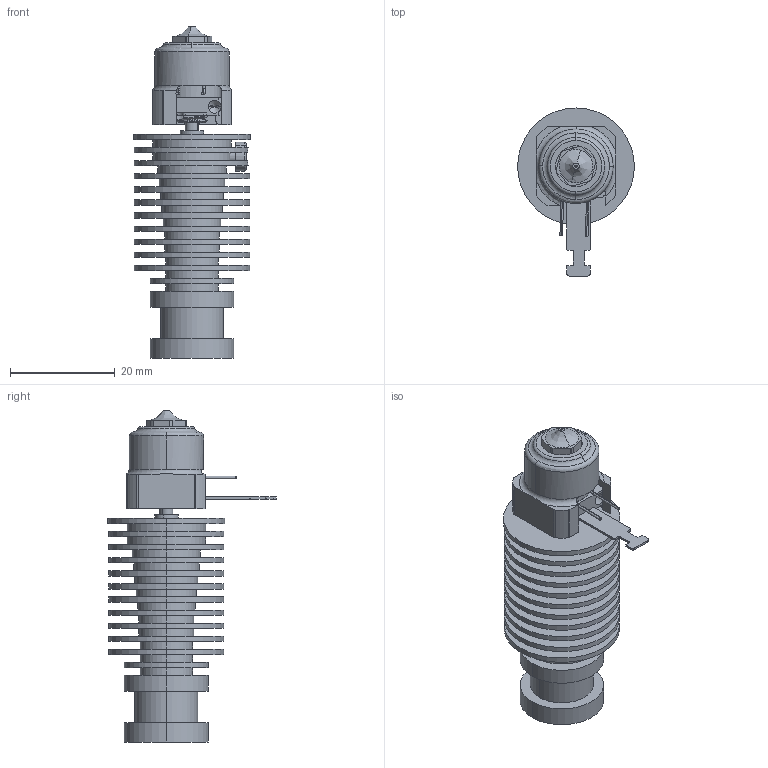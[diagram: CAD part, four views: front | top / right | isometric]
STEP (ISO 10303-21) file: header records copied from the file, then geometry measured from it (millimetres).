
FILE_DESCRIPTION (( 'STEP AP214' ), '1' );
FILE_NAME ('TD6-CHC_mockup.STEP', '2023-02-27T08:14:50', ( '' ), ( '' ), 'SwSTEP 2.0', 'SolidWorks 2020', '' );
FILE_SCHEMA (( 'AUTOMOTIVE_DESIGN' ));
Length unit declared in the file: millimetre
Products named in the file (17): 标准型陶瓷加热圈; 镶嵌式耐磨喷嘴装配体; 禱牉奪綰奪蚾饜; TD6-CHC_mockup; pan head cross recess screw_iso_ISO 7045 - M2 x 3 - Z - 3N; CHC-盄旰嘐隅え; titanV2_禱牉奪; CHC-加热核心装配体; titianV2_綰奪結え; socket head thin cap screw_din_DIN 7984 - M3 x 6 --- 4.5N; 眄И宒騵艦驗郲-И璃; ｻｷﾐﾎｼﾓﾈﾈｿ鮖霓ｺﾌﾗ; E3D-V6毛细管版本散热器-φ16固定孔; 镶嵌式耐磨喷嘴-PCD金刚石嵌件; 环形加热块-B款; titan-V2毛细管版本M6加热段-全螺纹; TV6-nozzle
Assembly tree (16 placements, depth 4):
  TD6-CHC_mockup
    禱牉奪綰奪蚾饜
      titianV2_綰奪結え
      titanV2_禱牉奪
      titan-V2毛细管版本M6加热段-全螺纹
      镶嵌式耐磨喷嘴装配体
        眄И宒騵艦驗郲-И璃
        镶嵌式耐磨喷嘴-PCD金刚石嵌件
    CHC-加热核心装配体
      环形加热块-B款
      标准型陶瓷加热圈
      CHC-盄旰嘐隅え
      pan head cross recess screw_iso_ISO 7045 - M2 x 3 - Z - 3N
    socket head thin cap screw_din_DIN 7984 - M3 x 6 --- 4.5N
    ｻｷﾐﾎｼﾓﾈﾈｿ鮖霓ｺﾌﾗ
    TV6-nozzle
    E3D-V6毛细管版本散热器-φ16固定孔
Bounding box: 22.3 x 32.1 x 63.4 mm (x, y, z)
Volume: 10143.3 mm3; surface area: 14143.4 mm2
Topology: 15 solids, 15 shells, 507 faces, 1240 edges, 787 vertices
Faces by surface type: cylinder 232, plane 164, cone 64, torus 34, bspline 11, sphere 2
Entity records: 21126 total; most frequent: CARTESIAN_POINT 8397, DIRECTION 2630, ORIENTED_EDGE 2464, EDGE_CURVE 1232, AXIS2_PLACEMENT_3D 1053, VERTEX_POINT 787, EDGE_LOOP 565, CIRCLE 535
